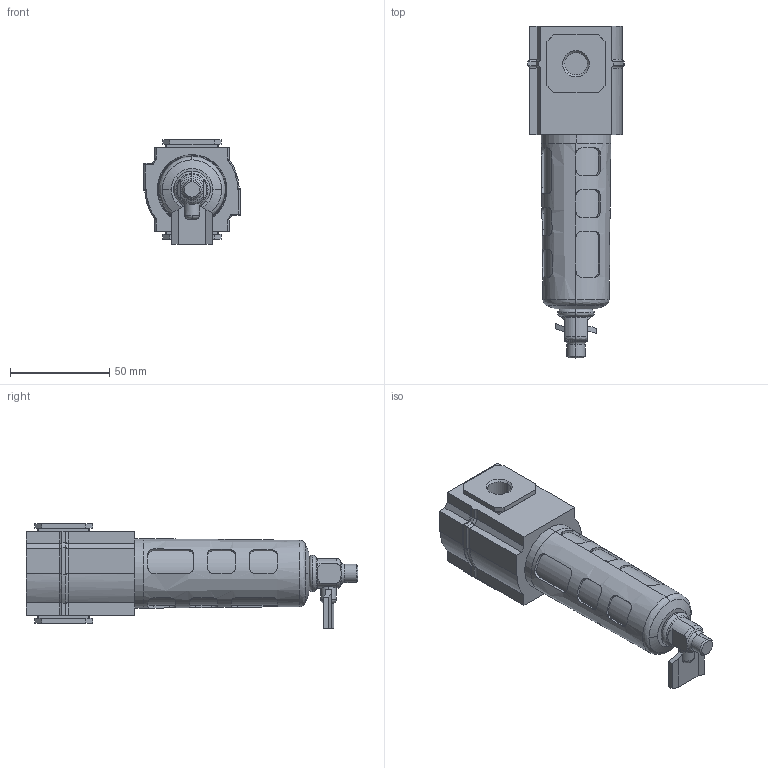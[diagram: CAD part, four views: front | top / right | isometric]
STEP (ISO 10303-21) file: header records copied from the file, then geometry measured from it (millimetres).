
FILE_DESCRIPTION (( 'STEP AP214' ), '1' );
FILE_NAME ('Norgren-F72G-2AN-QW1.STEP', '2020-12-08T13:43:09', ( '' ), ( '' ), 'SwSTEP 2.0', 'SolidWorks 2020', '' );
FILE_SCHEMA (( 'AUTOMOTIVE_DESIGN' ));
Length unit declared in the file: millimetre
Products named in the file (4): F72_ss_03; Norgren-F72G-2AN-QW1; F72_ss_41_1-4; F72_ss_10
Assembly tree (3 placements, depth 2):
  Norgren-F72G-2AN-QW1
    F72_ss_41_1-4
    F72_ss_10
    F72_ss_03
Bounding box: 48.4 x 166.99 x 52.83 mm (x, y, z)
Volume: 122651.7 mm3; surface area: 36603.8 mm2
Topology: 3 solids, 3 shells, 296 faces, 754 edges, 476 vertices
Faces by surface type: plane 148, cylinder 95, bspline 35, cone 12, torus 6
Entity records: 13899 total; most frequent: CARTESIAN_POINT 4336, ORIENTED_EDGE 1508, DIRECTION 1271, EDGE_CURVE 754, VERTEX_POINT 476, LINE 441, VECTOR 441, AXIS2_PLACEMENT_3D 415
